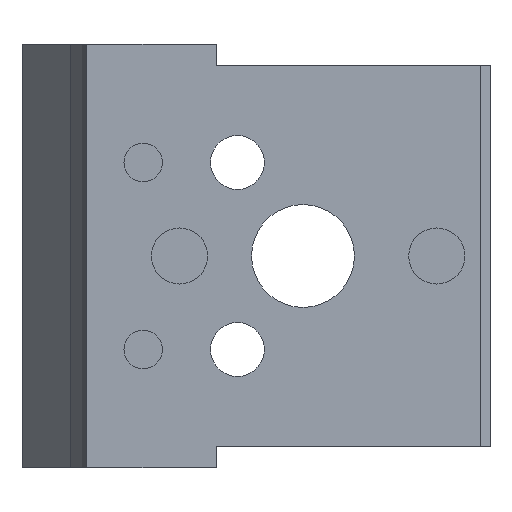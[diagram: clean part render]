
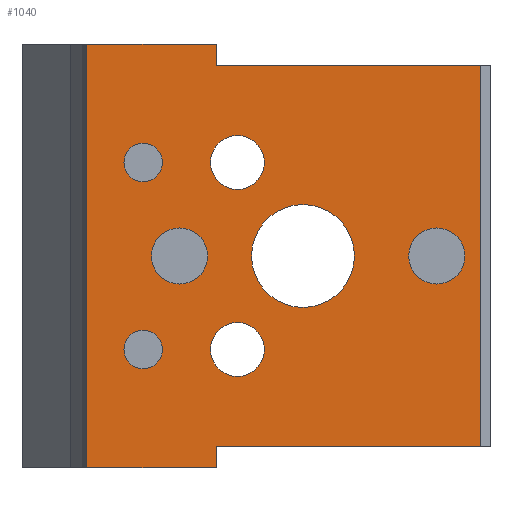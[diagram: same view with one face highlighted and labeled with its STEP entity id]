
A CAD part, front view. The second image highlights one B-rep face of the part: STEP entity #1040.
In plain terms, the highlighted planar face has unit normal (0, -1, 0).
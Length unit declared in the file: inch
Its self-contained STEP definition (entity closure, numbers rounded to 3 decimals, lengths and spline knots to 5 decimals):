
#636=CARTESIAN_POINT('',(-2.69611,0.023,-1.414));
#637=VERTEX_POINT('',#636);
#638=CARTESIAN_POINT('',(-1.828,0.023,-1.414));
#639=VERTEX_POINT('',#638);
#640=CARTESIAN_POINT('',(-2.69611,0.023,-1.414));
#641=DIRECTION('',(1.0,0.0,0.0));
#642=VECTOR('',#641,0.86811);
#643=LINE('',#640,#642);
#644=EDGE_CURVE('',#637,#639,#643,.T.);
#751=CARTESIAN_POINT('',(-2.69611,0.023,1.414));
#752=VERTEX_POINT('',#751);
#753=CARTESIAN_POINT('',(-1.828,0.023,1.414));
#754=VERTEX_POINT('',#753);
#755=CARTESIAN_POINT('',(-2.69611,0.023,1.414));
#756=DIRECTION('',(1.0,0.0,0.0));
#757=VECTOR('',#756,0.86811);
#758=LINE('',#755,#757);
#759=EDGE_CURVE('',#752,#754,#758,.T.);
#818=CARTESIAN_POINT('',(-0.062,0.023,-1.272));
#819=VERTEX_POINT('',#818);
#836=CARTESIAN_POINT('',(-0.062,0.023,1.272));
#837=VERTEX_POINT('',#836);
#844=CARTESIAN_POINT('',(-0.062,0.023,1.272));
#845=DIRECTION('',(0.0,0.0,-1.0));
#846=VECTOR('',#845,2.544);
#847=LINE('',#844,#846);
#848=EDGE_CURVE('',#837,#819,#847,.T.);
#859=CARTESIAN_POINT('',(-1.828,0.023,-1.272));
#860=VERTEX_POINT('',#859);
#861=CARTESIAN_POINT('',(-0.062,0.023,-1.272));
#862=DIRECTION('',(-1.0,0.0,0.0));
#863=VECTOR('',#862,1.766);
#864=LINE('',#861,#863);
#865=EDGE_CURVE('',#819,#860,#864,.T.);
#926=CARTESIAN_POINT('',(-1.33619,0.023,-0.07743));
#927=DIRECTION('',(0.0,-1.0,0.0));
#928=DIRECTION('',(0.0,0.0,-1.0));
#929=AXIS2_PLACEMENT_3D('',#926,#927,#928);
#930=PLANE('',#929);
#931=ORIENTED_EDGE('',*,*,#848,.F.);
#932=CARTESIAN_POINT('',(-1.828,0.023,1.272));
#933=VERTEX_POINT('',#932);
#934=CARTESIAN_POINT('',(-1.828,0.023,1.272));
#935=DIRECTION('',(1.0,0.0,0.0));
#936=VECTOR('',#935,1.766);
#937=LINE('',#934,#936);
#938=EDGE_CURVE('',#933,#837,#937,.T.);
#939=ORIENTED_EDGE('',*,*,#938,.F.);
#940=CARTESIAN_POINT('',(-1.828,0.023,1.414));
#941=DIRECTION('',(0.0,0.0,-1.0));
#942=VECTOR('',#941,0.142);
#943=LINE('',#940,#942);
#944=EDGE_CURVE('',#754,#933,#943,.T.);
#945=ORIENTED_EDGE('',*,*,#944,.F.);
#946=ORIENTED_EDGE('',*,*,#759,.F.);
#947=CARTESIAN_POINT('',(-2.69611,0.023,-1.414));
#948=DIRECTION('',(0.0,0.0,1.0));
#949=VECTOR('',#948,2.828);
#950=LINE('',#947,#949);
#951=EDGE_CURVE('',#637,#752,#950,.T.);
#952=ORIENTED_EDGE('',*,*,#951,.F.);
#953=ORIENTED_EDGE('',*,*,#644,.T.);
#954=CARTESIAN_POINT('',(-1.828,0.023,-1.272));
#955=DIRECTION('',(0.0,0.0,-1.0));
#956=VECTOR('',#955,0.142);
#957=LINE('',#954,#956);
#958=EDGE_CURVE('',#860,#639,#957,.T.);
#959=ORIENTED_EDGE('',*,*,#958,.F.);
#960=ORIENTED_EDGE('',*,*,#865,.F.);
#961=EDGE_LOOP('',(#931,#939,#945,#946,#952,#953,#959,#960));
#962=FACE_OUTER_BOUND('',#961,.T.);
#963=CARTESIAN_POINT('',(-2.2625,0.023,0.));
#964=VERTEX_POINT('',#963);
#965=CARTESIAN_POINT('',(-2.075,0.023,0.0));
#966=DIRECTION('',(0.0,-1.0,0.0));
#967=DIRECTION('',(1.0,0.0,0.0));
#968=AXIS2_PLACEMENT_3D('',#965,#966,#967);
#969=CIRCLE('',#968,0.1875);
#970=EDGE_CURVE('',#964,#964,#969,.T.);
#971=ORIENTED_EDGE('',*,*,#970,.F.);
#972=EDGE_LOOP('',(#971));
#973=FACE_BOUND('',#972,.T.);
#974=CARTESIAN_POINT('',(-0.5435,0.023,0.));
#975=VERTEX_POINT('',#974);
#976=CARTESIAN_POINT('',(-0.356,0.023,0.0));
#977=DIRECTION('',(0.0,-1.0,0.0));
#978=DIRECTION('',(1.0,0.0,0.0));
#979=AXIS2_PLACEMENT_3D('',#976,#977,#978);
#980=CIRCLE('',#979,0.1875);
#981=EDGE_CURVE('',#975,#975,#980,.T.);
#982=ORIENTED_EDGE('',*,*,#981,.F.);
#983=EDGE_LOOP('',(#982));
#984=FACE_BOUND('',#983,.T.);
#985=CARTESIAN_POINT('',(-1.59375,0.023,0.));
#986=VERTEX_POINT('',#985);
#987=CARTESIAN_POINT('',(-1.25,0.023,0.0));
#988=DIRECTION('',(0.0,-1.0,0.0));
#989=DIRECTION('',(1.0,0.0,0.0));
#990=AXIS2_PLACEMENT_3D('',#987,#988,#989);
#991=CIRCLE('',#990,0.34375);
#992=EDGE_CURVE('',#986,#986,#991,.T.);
#993=ORIENTED_EDGE('',*,*,#992,.F.);
#994=EDGE_LOOP('',(#993));
#995=FACE_BOUND('',#994,.T.);
#996=CARTESIAN_POINT('',(-1.868,0.023,-0.625));
#997=VERTEX_POINT('',#996);
#998=CARTESIAN_POINT('',(-1.688,0.023,-0.625));
#999=DIRECTION('',(0.0,-1.0,0.0));
#1000=DIRECTION('',(1.0,0.0,0.0));
#1001=AXIS2_PLACEMENT_3D('',#998,#999,#1000);
#1002=CIRCLE('',#1001,0.18);
#1003=EDGE_CURVE('',#997,#997,#1002,.T.);
#1004=ORIENTED_EDGE('',*,*,#1003,.F.);
#1005=EDGE_LOOP('',(#1004));
#1006=FACE_BOUND('',#1005,.T.);
#1007=CARTESIAN_POINT('',(-1.868,0.023,0.625));
#1008=VERTEX_POINT('',#1007);
#1009=CARTESIAN_POINT('',(-1.688,0.023,0.625));
#1010=DIRECTION('',(0.0,-1.0,0.0));
#1011=DIRECTION('',(1.0,0.0,0.0));
#1012=AXIS2_PLACEMENT_3D('',#1009,#1010,#1011);
#1013=CIRCLE('',#1012,0.18);
#1014=EDGE_CURVE('',#1008,#1008,#1013,.T.);
#1015=ORIENTED_EDGE('',*,*,#1014,.F.);
#1016=EDGE_LOOP('',(#1015));
#1017=FACE_BOUND('',#1016,.T.);
#1018=CARTESIAN_POINT('',(-2.4465,0.023,-0.625));
#1019=VERTEX_POINT('',#1018);
#1020=CARTESIAN_POINT('',(-2.318,0.023,-0.625));
#1021=DIRECTION('',(0.0,-1.0,0.0));
#1022=DIRECTION('',(1.0,0.0,0.0));
#1023=AXIS2_PLACEMENT_3D('',#1020,#1021,#1022);
#1024=CIRCLE('',#1023,0.1285);
#1025=EDGE_CURVE('',#1019,#1019,#1024,.T.);
#1026=ORIENTED_EDGE('',*,*,#1025,.F.);
#1027=EDGE_LOOP('',(#1026));
#1028=FACE_BOUND('',#1027,.T.);
#1029=CARTESIAN_POINT('',(-2.4465,0.023,0.625));
#1030=VERTEX_POINT('',#1029);
#1031=CARTESIAN_POINT('',(-2.318,0.023,0.625));
#1032=DIRECTION('',(0.0,-1.0,0.0));
#1033=DIRECTION('',(1.0,0.0,0.0));
#1034=AXIS2_PLACEMENT_3D('',#1031,#1032,#1033);
#1035=CIRCLE('',#1034,0.1285);
#1036=EDGE_CURVE('',#1030,#1030,#1035,.T.);
#1037=ORIENTED_EDGE('',*,*,#1036,.F.);
#1038=EDGE_LOOP('',(#1037));
#1039=FACE_BOUND('',#1038,.T.);
#1040=ADVANCED_FACE('',(#962,#973,#984,#995,#1006,#1017,#1028,#1039),#930,.T.);
